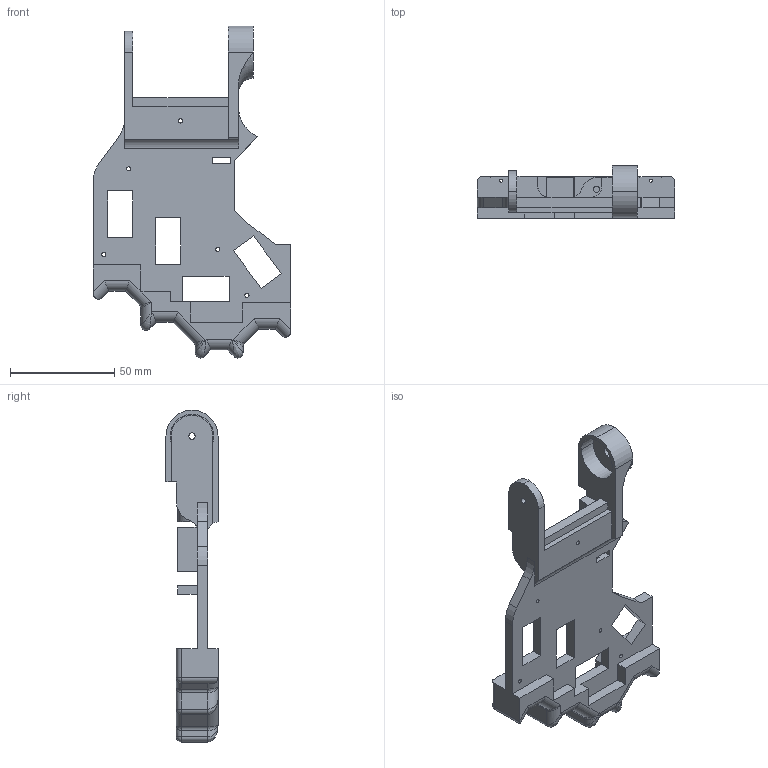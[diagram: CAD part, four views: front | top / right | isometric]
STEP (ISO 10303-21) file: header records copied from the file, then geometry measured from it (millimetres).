
FILE_DESCRIPTION (( 'STEP AP214' ), '1' );
FILE_NAME ('palma.STEP', '2020-10-22T04:44:13', ( '' ), ( '' ), 'SwSTEP 2.0', 'SolidWorks 2020', '' );
FILE_SCHEMA (( 'AUTOMOTIVE_DESIGN' ));
Length unit declared in the file: millimetre
Products named in the file (1): palma
Bounding box: 94.66 x 25 x 159.15 mm (x, y, z)
Volume: 67074.6 mm3; surface area: 31199.2 mm2
Topology: 1 solids, 1 shells, 296 faces, 821 edges, 512 vertices
Faces by surface type: plane 160, cylinder 120, bspline 9, sphere 5, torus 2
Entity records: 9819 total; most frequent: CARTESIAN_POINT 2366, ORIENTED_EDGE 1614, DIRECTION 1472, EDGE_CURVE 807, VECTOR 556, LINE 556, VERTEX_POINT 512, AXIS2_PLACEMENT_3D 458
